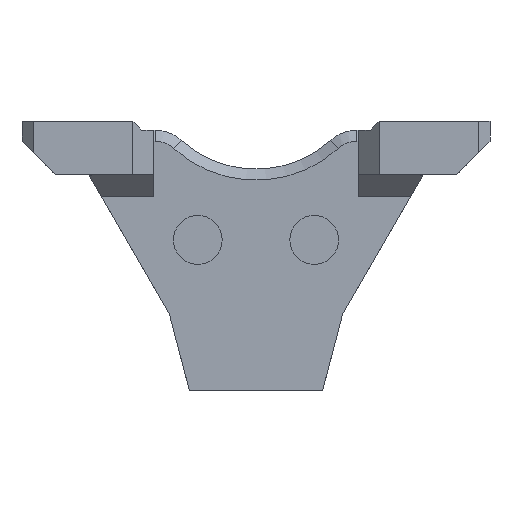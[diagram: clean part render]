
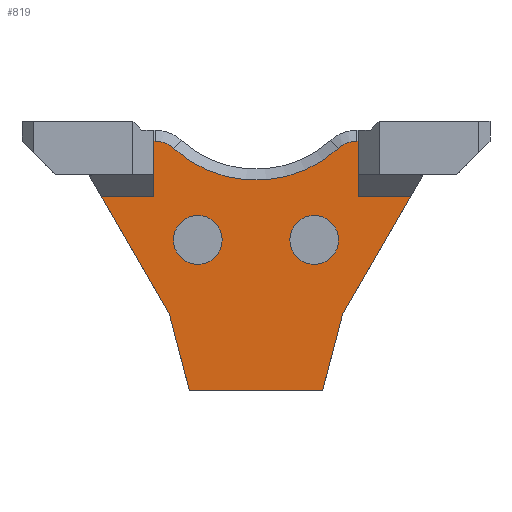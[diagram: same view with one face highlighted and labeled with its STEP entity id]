
A CAD part, front view. The second image highlights one B-rep face of the part: STEP entity #819.
In plain terms, the highlighted planar face has unit normal (0, -1, 0).
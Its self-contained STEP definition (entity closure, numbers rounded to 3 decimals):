
#256 = VERTEX_POINT('',#257);
#257 = CARTESIAN_POINT('',(-9.25,5.,7.5));
#263 = EDGE_CURVE('',#264,#256,#266,.T.);
#264 = VERTEX_POINT('',#265);
#265 = CARTESIAN_POINT('',(-9.25,5.,9.5));
#266 = LINE('',#267,#268);
#267 = CARTESIAN_POINT('',(-9.25,5.,8.413));
#268 = VECTOR('',#269,1.);
#269 = DIRECTION('',(0.,0.,-1.));
#271 = EDGE_CURVE('',#272,#264,#274,.T.);
#272 = VERTEX_POINT('',#273);
#273 = CARTESIAN_POINT('',(-9.25,5.,12.5));
#274 = LINE('',#275,#276);
#275 = CARTESIAN_POINT('',(-9.25,5.,13.5));
#276 = VECTOR('',#277,1.);
#277 = DIRECTION('',(0.,0.,-1.));
#322 = VERTEX_POINT('',#323);
#323 = CARTESIAN_POINT('',(-13.945,5.,7.5));
#329 = EDGE_CURVE('',#256,#322,#330,.T.);
#330 = LINE('',#331,#332);
#331 = CARTESIAN_POINT('',(-9.25,5.,7.5));
#332 = VECTOR('',#333,1.);
#333 = DIRECTION('',(-1.,-0.,-0.));
#819 = ADVANCED_FACE('',(#820,#930,#941),#952,.T.);
#820 = FACE_BOUND('',#821,.T.);
#821 = EDGE_LOOP('',(#822,#832,#840,#848,#856,#864,#873,#882,#891,#897,
    #898,#899,#900,#908,#916,#924));
#822 = ORIENTED_EDGE('',*,*,#823,.F.);
#823 = EDGE_CURVE('',#824,#826,#828,.T.);
#824 = VERTEX_POINT('',#825);
#825 = CARTESIAN_POINT('',(13.945,5.,7.5));
#826 = VERTEX_POINT('',#827);
#827 = CARTESIAN_POINT('',(7.787,5.,-3.166));
#828 = LINE('',#829,#830);
#829 = CARTESIAN_POINT('',(9.96,5.,0.597));
#830 = VECTOR('',#831,1.);
#831 = DIRECTION('',(-0.5,0.,-0.866));
#832 = ORIENTED_EDGE('',*,*,#833,.F.);
#833 = EDGE_CURVE('',#834,#824,#836,.T.);
#834 = VERTEX_POINT('',#835);
#835 = CARTESIAN_POINT('',(9.25,5.,7.5));
#836 = LINE('',#837,#838);
#837 = CARTESIAN_POINT('',(9.25,5.,7.5));
#838 = VECTOR('',#839,1.);
#839 = DIRECTION('',(1.,0.,0.));
#840 = ORIENTED_EDGE('',*,*,#841,.F.);
#841 = EDGE_CURVE('',#842,#834,#844,.T.);
#842 = VERTEX_POINT('',#843);
#843 = CARTESIAN_POINT('',(9.25,5.,9.5));
#844 = LINE('',#845,#846);
#845 = CARTESIAN_POINT('',(9.25,5.,8.413));
#846 = VECTOR('',#847,1.);
#847 = DIRECTION('',(0.,0.,-1.));
#848 = ORIENTED_EDGE('',*,*,#849,.F.);
#849 = EDGE_CURVE('',#850,#842,#852,.T.);
#850 = VERTEX_POINT('',#851);
#851 = CARTESIAN_POINT('',(9.25,5.,12.5));
#852 = LINE('',#853,#854);
#853 = CARTESIAN_POINT('',(9.25,5.,13.5));
#854 = VECTOR('',#855,1.);
#855 = DIRECTION('',(-0.,0.,-1.));
#856 = ORIENTED_EDGE('',*,*,#857,.F.);
#857 = EDGE_CURVE('',#858,#850,#860,.T.);
#858 = VERTEX_POINT('',#859);
#859 = CARTESIAN_POINT('',(9.1,5.,12.5));
#860 = LINE('',#861,#862);
#861 = CARTESIAN_POINT('',(9.1,5.,12.5));
#862 = VECTOR('',#863,1.);
#863 = DIRECTION('',(1.,0.,0.));
#864 = ORIENTED_EDGE('',*,*,#865,.F.);
#865 = EDGE_CURVE('',#866,#858,#868,.T.);
#866 = VERTEX_POINT('',#867);
#867 = CARTESIAN_POINT('',(7.417,5.,11.849));
#868 = CIRCLE('',#869,2.5);
#869 = AXIS2_PLACEMENT_3D('',#870,#871,#872);
#870 = CARTESIAN_POINT('',(9.1,5.,10.));
#871 = DIRECTION('',(0.,1.,0.));
#872 = DIRECTION('',(-0.673,0.,0.74)
  );
#873 = ORIENTED_EDGE('',*,*,#874,.F.);
#874 = EDGE_CURVE('',#875,#866,#877,.T.);
#875 = VERTEX_POINT('',#876);
#876 = CARTESIAN_POINT('',(-7.417,5.,11.849));
#877 = CIRCLE('',#878,11.021);
#878 = AXIS2_PLACEMENT_3D('',#879,#880,#881);
#879 = CARTESIAN_POINT('',(0.,5.,20.));
#880 = DIRECTION('',(0.,-1.,0.));
#881 = DIRECTION('',(-0.673,0.,-0.74)
  );
#882 = ORIENTED_EDGE('',*,*,#883,.F.);
#883 = EDGE_CURVE('',#884,#875,#886,.T.);
#884 = VERTEX_POINT('',#885);
#885 = CARTESIAN_POINT('',(-9.1,5.,12.5));
#886 = CIRCLE('',#887,2.5);
#887 = AXIS2_PLACEMENT_3D('',#888,#889,#890);
#888 = CARTESIAN_POINT('',(-9.1,5.,10.));
#889 = DIRECTION('',(0.,1.,0.));
#890 = DIRECTION('',(0.,0.,1.));
#891 = ORIENTED_EDGE('',*,*,#892,.F.);
#892 = EDGE_CURVE('',#272,#884,#893,.T.);
#893 = LINE('',#894,#895);
#894 = CARTESIAN_POINT('',(-9.25,5.,12.5));
#895 = VECTOR('',#896,1.);
#896 = DIRECTION('',(1.,0.,0.));
#897 = ORIENTED_EDGE('',*,*,#271,.T.);
#898 = ORIENTED_EDGE('',*,*,#263,.T.);
#899 = ORIENTED_EDGE('',*,*,#329,.T.);
#900 = ORIENTED_EDGE('',*,*,#901,.T.);
#901 = EDGE_CURVE('',#322,#902,#904,.T.);
#902 = VERTEX_POINT('',#903);
#903 = CARTESIAN_POINT('',(-7.787,5.,-3.166));
#904 = LINE('',#905,#906);
#905 = CARTESIAN_POINT('',(-9.96,5.,0.597));
#906 = VECTOR('',#907,1.);
#907 = DIRECTION('',(0.5,0.,-0.866));
#908 = ORIENTED_EDGE('',*,*,#909,.T.);
#909 = EDGE_CURVE('',#902,#910,#912,.T.);
#910 = VERTEX_POINT('',#911);
#911 = CARTESIAN_POINT('',(-6.,5.,-10.));
#912 = LINE('',#913,#914);
#913 = CARTESIAN_POINT('',(-11.1,5.,9.5));
#914 = VECTOR('',#915,1.);
#915 = DIRECTION('',(0.253,0.,-0.967));
#916 = ORIENTED_EDGE('',*,*,#917,.F.);
#917 = EDGE_CURVE('',#918,#910,#920,.T.);
#918 = VERTEX_POINT('',#919);
#919 = CARTESIAN_POINT('',(6.,5.,-10.));
#920 = LINE('',#921,#922);
#921 = CARTESIAN_POINT('',(6.,5.,-10.));
#922 = VECTOR('',#923,1.);
#923 = DIRECTION('',(-1.,0.,0.));
#924 = ORIENTED_EDGE('',*,*,#925,.F.);
#925 = EDGE_CURVE('',#826,#918,#926,.T.);
#926 = LINE('',#927,#928);
#927 = CARTESIAN_POINT('',(11.1,5.,9.5));
#928 = VECTOR('',#929,1.);
#929 = DIRECTION('',(-0.253,-0.,-0.967));
#930 = FACE_BOUND('',#931,.T.);
#931 = EDGE_LOOP('',(#932));
#932 = ORIENTED_EDGE('',*,*,#933,.F.);
#933 = EDGE_CURVE('',#934,#934,#936,.T.);
#934 = VERTEX_POINT('',#935);
#935 = CARTESIAN_POINT('',(-3.05,5.,3.6));
#936 = CIRCLE('',#937,2.2);
#937 = AXIS2_PLACEMENT_3D('',#938,#939,#940);
#938 = CARTESIAN_POINT('',(-5.25,5.,3.6));
#939 = DIRECTION('',(0.,-1.,0.));
#940 = DIRECTION('',(1.,0.,0.));
#941 = FACE_BOUND('',#942,.T.);
#942 = EDGE_LOOP('',(#943));
#943 = ORIENTED_EDGE('',*,*,#944,.F.);
#944 = EDGE_CURVE('',#945,#945,#947,.T.);
#945 = VERTEX_POINT('',#946);
#946 = CARTESIAN_POINT('',(7.45,5.,3.6));
#947 = CIRCLE('',#948,2.2);
#948 = AXIS2_PLACEMENT_3D('',#949,#950,#951);
#949 = CARTESIAN_POINT('',(5.25,5.,3.6));
#950 = DIRECTION('',(0.,-1.,0.));
#951 = DIRECTION('',(1.,0.,0.));
#952 = PLANE('',#953);
#953 = AXIS2_PLACEMENT_3D('',#954,#955,#956);
#954 = CARTESIAN_POINT('',(0.,5.,3.326));
#955 = DIRECTION('',(0.,-1.,0.));
#956 = DIRECTION('',(0.,0.,-1.));
